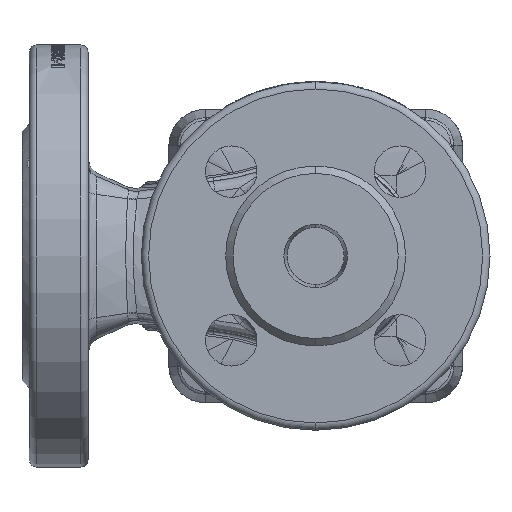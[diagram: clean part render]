
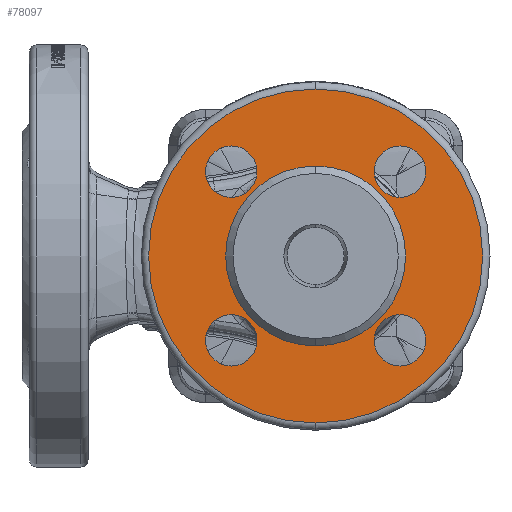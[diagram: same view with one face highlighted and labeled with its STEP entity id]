
A CAD part, front view. The second image highlights one B-rep face of the part: STEP entity #78097.
In plain terms, the highlighted planar face has unit normal (0, -1, 0).
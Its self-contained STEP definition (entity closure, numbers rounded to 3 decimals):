
#1331 = CARTESIAN_POINT ( 'NONE',  ( 22.981, -88., -22.981 ) ) ;
#2059 = DIRECTION ( 'NONE',  ( 0., -1., 0. ) ) ;
#2932 = CARTESIAN_POINT ( 'NONE',  ( -24.5, -88., 0. ) ) ;
#4439 = DIRECTION ( 'NONE',  ( 0., 0., -1. ) ) ;
#6382 = CARTESIAN_POINT ( 'NONE',  ( -22.981, -88., 29.981 ) ) ;
#7149 = VERTEX_POINT ( 'NONE', #6382 ) ;
#9532 = ORIENTED_EDGE ( 'NONE', *, *, #17714, .F. ) ;
#9806 = EDGE_CURVE ( 'NONE', #7149, #108550, #132544, .T. ) ;
#10096 = AXIS2_PLACEMENT_3D ( 'NONE', #97594, #13743, #67404 ) ;
#10969 = ORIENTED_EDGE ( 'NONE', *, *, #99293, .F. ) ;
#13180 = DIRECTION ( 'NONE',  ( 0., -1., 0. ) ) ;
#13743 = DIRECTION ( 'NONE',  ( 0., -1., 0. ) ) ;
#13888 = PLANE ( 'NONE',  #27765 ) ;
#14731 = EDGE_CURVE ( 'NONE', #101545, #97031, #73617, .T. ) ;
#14882 = EDGE_LOOP ( 'NONE', ( #124621, #101264 ) ) ;
#14953 = CARTESIAN_POINT ( 'NONE',  ( 22.981, -88., 22.981 ) ) ;
#15011 = ORIENTED_EDGE ( 'NONE', *, *, #21670, .F. ) ;
#15133 = CARTESIAN_POINT ( 'NONE',  ( 0., -88., -24.5 ) ) ;
#15850 = DIRECTION ( 'NONE',  ( 0., -1., 0. ) ) ;
#15895 = DIRECTION ( 'NONE',  ( 0., 1., 0. ) ) ;
#16162 = DIRECTION ( 'NONE',  ( 0., 0., -1. ) ) ;
#16824 = VERTEX_POINT ( 'NONE', #116818 ) ;
#17524 = EDGE_CURVE ( 'NONE', #32410, #82812, #64706, .T. ) ;
#17714 = EDGE_CURVE ( 'NONE', #82812, #32410, #41789, .T. ) ;
#19900 = FACE_BOUND ( 'NONE', #61159, .T. ) ;
#21319 = AXIS2_PLACEMENT_3D ( 'NONE', #1331, #54482, #34746 ) ;
#21670 = EDGE_CURVE ( 'NONE', #42901, #71626, #80704, .T. ) ;
#26365 = DIRECTION ( 'NONE',  ( 0., 0., -1. ) ) ;
#26973 = CIRCLE ( 'NONE', #52728, 24.5 ) ;
#27765 = AXIS2_PLACEMENT_3D ( 'NONE', #2932, #105961, #97272 ) ;
#27992 = CARTESIAN_POINT ( 'NONE',  ( 0., -88., 24.5 ) ) ;
#30256 = VERTEX_POINT ( 'NONE', #27992 ) ;
#31873 = CARTESIAN_POINT ( 'NONE',  ( 0., -88., 0. ) ) ;
#32410 = VERTEX_POINT ( 'NONE', #37932 ) ;
#34746 = DIRECTION ( 'NONE',  ( 0., 0., -1. ) ) ;
#34748 = AXIS2_PLACEMENT_3D ( 'NONE', #95960, #2059, #116473 ) ;
#35895 = DIRECTION ( 'NONE',  ( 0., -1., 0. ) ) ;
#37439 = CIRCLE ( 'NONE', #53860, 7. ) ;
#37932 = CARTESIAN_POINT ( 'NONE',  ( -22.981, -88., -29.981 ) ) ;
#41789 = CIRCLE ( 'NONE', #34748, 7. ) ;
#42901 = VERTEX_POINT ( 'NONE', #97924 ) ;
#44360 = DIRECTION ( 'NONE',  ( 0., 0., -1. ) ) ;
#45301 = DIRECTION ( 'NONE',  ( 0., 1., 0. ) ) ;
#45310 = EDGE_LOOP ( 'NONE', ( #117671, #47757 ) ) ;
#47021 = AXIS2_PLACEMENT_3D ( 'NONE', #128474, #13180, #44360 ) ;
#47757 = ORIENTED_EDGE ( 'NONE', *, *, #73877, .T. ) ;
#51104 = DIRECTION ( 'NONE',  ( 0., 1., 0. ) ) ;
#51206 = VERTEX_POINT ( 'NONE', #58204 ) ;
#52504 = ORIENTED_EDGE ( 'NONE', *, *, #14731, .F. ) ;
#52626 = CARTESIAN_POINT ( 'NONE',  ( 0., -88., 0. ) ) ;
#52728 = AXIS2_PLACEMENT_3D ( 'NONE', #73104, #51104, #105040 ) ;
#53044 = AXIS2_PLACEMENT_3D ( 'NONE', #96484, #106060, #96024 ) ;
#53860 = AXIS2_PLACEMENT_3D ( 'NONE', #14953, #15850, #4439 ) ;
#54482 = DIRECTION ( 'NONE',  ( 0., -1., 0. ) ) ;
#55095 = CIRCLE ( 'NONE', #126168, 45.5 ) ;
#56608 = EDGE_CURVE ( 'NONE', #108550, #7149, #87621, .T. ) ;
#58204 = CARTESIAN_POINT ( 'NONE',  ( 22.981, -88., 29.981 ) ) ;
#60955 = CIRCLE ( 'NONE', #105383, 24.5 ) ;
#61159 = EDGE_LOOP ( 'NONE', ( #75616, #111101 ) ) ;
#64706 = CIRCLE ( 'NONE', #47021, 7. ) ;
#65574 = CARTESIAN_POINT ( 'NONE',  ( -22.981, -88., 15.981 ) ) ;
#67404 = DIRECTION ( 'NONE',  ( 0., 0., -1. ) ) ;
#71313 = EDGE_CURVE ( 'NONE', #71626, #42901, #55095, .T. ) ;
#71626 = VERTEX_POINT ( 'NONE', #113168 ) ;
#72437 = FACE_OUTER_BOUND ( 'NONE', #95299, .T. ) ;
#72525 = EDGE_CURVE ( 'NONE', #30256, #101556, #26973, .T. ) ;
#72821 = DIRECTION ( 'NONE',  ( 0., 0., 1. ) ) ;
#73104 = CARTESIAN_POINT ( 'NONE',  ( 0., -88., 0. ) ) ;
#73617 = CIRCLE ( 'NONE', #21319, 7. ) ;
#73877 = EDGE_CURVE ( 'NONE', #101556, #30256, #60955, .T. ) ;
#75616 = ORIENTED_EDGE ( 'NONE', *, *, #56608, .F. ) ;
#75704 = FACE_BOUND ( 'NONE', #14882, .T. ) ;
#78097 = ADVANCED_FACE ( 'NONE', ( #98520, #103461, #75704, #19900, #127933, #72437 ), #13888, .T. ) ;
#80704 = CIRCLE ( 'NONE', #121876, 45.5 ) ;
#82812 = VERTEX_POINT ( 'NONE', #94518 ) ;
#83267 = DIRECTION ( 'NONE',  ( 0., 1., 0. ) ) ;
#84657 = CIRCLE ( 'NONE', #53044, 7. ) ;
#87621 = CIRCLE ( 'NONE', #10096, 7. ) ;
#89145 = DIRECTION ( 'NONE',  ( 0., -1., 0. ) ) ;
#94518 = CARTESIAN_POINT ( 'NONE',  ( -22.981, -88., -15.981 ) ) ;
#95299 = EDGE_LOOP ( 'NONE', ( #15011, #132854 ) ) ;
#95960 = CARTESIAN_POINT ( 'NONE',  ( -22.981, -88., -22.981 ) ) ;
#96024 = DIRECTION ( 'NONE',  ( 0., 0., -1. ) ) ;
#96484 = CARTESIAN_POINT ( 'NONE',  ( 22.981, -88., 22.981 ) ) ;
#97031 = VERTEX_POINT ( 'NONE', #107664 ) ;
#97272 = DIRECTION ( 'NONE',  ( 0., 0., -1. ) ) ;
#97594 = CARTESIAN_POINT ( 'NONE',  ( -22.981, -88., 22.981 ) ) ;
#97924 = CARTESIAN_POINT ( 'NONE',  ( 0., -88., 45.5 ) ) ;
#98520 = FACE_BOUND ( 'NONE', #98850, .T. ) ;
#98850 = EDGE_LOOP ( 'NONE', ( #10969, #52504 ) ) ;
#99293 = EDGE_CURVE ( 'NONE', #97031, #101545, #99473, .T. ) ;
#99473 = CIRCLE ( 'NONE', #132893, 7. ) ;
#101264 = ORIENTED_EDGE ( 'NONE', *, *, #115656, .F. ) ;
#101545 = VERTEX_POINT ( 'NONE', #107178 ) ;
#101556 = VERTEX_POINT ( 'NONE', #15133 ) ;
#103461 = FACE_BOUND ( 'NONE', #107933, .T. ) ;
#104672 = DIRECTION ( 'NONE',  ( 0., 0., 1. ) ) ;
#105040 = DIRECTION ( 'NONE',  ( 0., 0., 1. ) ) ;
#105383 = AXIS2_PLACEMENT_3D ( 'NONE', #31873, #83267, #104672 ) ;
#105961 = DIRECTION ( 'NONE',  ( 0., -1., 0. ) ) ;
#106060 = DIRECTION ( 'NONE',  ( 0., -1., 0. ) ) ;
#107178 = CARTESIAN_POINT ( 'NONE',  ( 22.981, -88., -15.981 ) ) ;
#107664 = CARTESIAN_POINT ( 'NONE',  ( 22.981, -88., -29.981 ) ) ;
#107933 = EDGE_LOOP ( 'NONE', ( #134565, #9532 ) ) ;
#108550 = VERTEX_POINT ( 'NONE', #65574 ) ;
#108770 = CARTESIAN_POINT ( 'NONE',  ( -22.981, -88., 22.981 ) ) ;
#111101 = ORIENTED_EDGE ( 'NONE', *, *, #9806, .F. ) ;
#113168 = CARTESIAN_POINT ( 'NONE',  ( 0., -88., -45.5 ) ) ;
#114864 = EDGE_CURVE ( 'NONE', #16824, #51206, #37439, .T. ) ;
#115656 = EDGE_CURVE ( 'NONE', #51206, #16824, #84657, .T. ) ;
#116473 = DIRECTION ( 'NONE',  ( 0., 0., -1. ) ) ;
#116818 = CARTESIAN_POINT ( 'NONE',  ( 22.981, -88., 15.981 ) ) ;
#117671 = ORIENTED_EDGE ( 'NONE', *, *, #72525, .T. ) ;
#117900 = CARTESIAN_POINT ( 'NONE',  ( 0., -88., 0. ) ) ;
#120472 = CARTESIAN_POINT ( 'NONE',  ( 22.981, -88., -22.981 ) ) ;
#120661 = DIRECTION ( 'NONE',  ( 0., 0., 1. ) ) ;
#121876 = AXIS2_PLACEMENT_3D ( 'NONE', #52626, #45301, #72821 ) ;
#124621 = ORIENTED_EDGE ( 'NONE', *, *, #114864, .F. ) ;
#126168 = AXIS2_PLACEMENT_3D ( 'NONE', #117900, #15895, #120661 ) ;
#127933 = FACE_BOUND ( 'NONE', #45310, .T. ) ;
#128474 = CARTESIAN_POINT ( 'NONE',  ( -22.981, -88., -22.981 ) ) ;
#131256 = AXIS2_PLACEMENT_3D ( 'NONE', #108770, #89145, #26365 ) ;
#132544 = CIRCLE ( 'NONE', #131256, 7. ) ;
#132854 = ORIENTED_EDGE ( 'NONE', *, *, #71313, .F. ) ;
#132893 = AXIS2_PLACEMENT_3D ( 'NONE', #120472, #35895, #16162 ) ;
#134565 = ORIENTED_EDGE ( 'NONE', *, *, #17524, .F. ) ;
